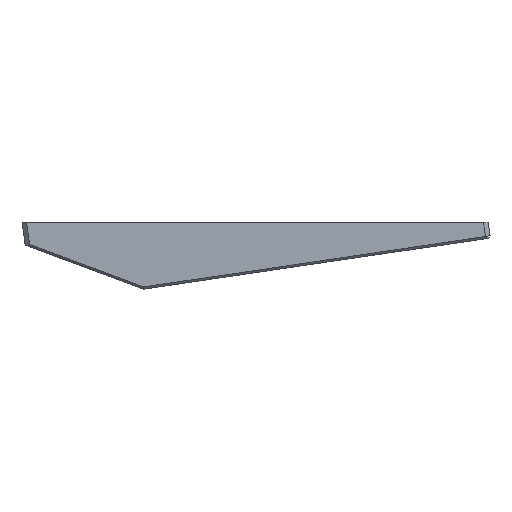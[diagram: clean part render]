
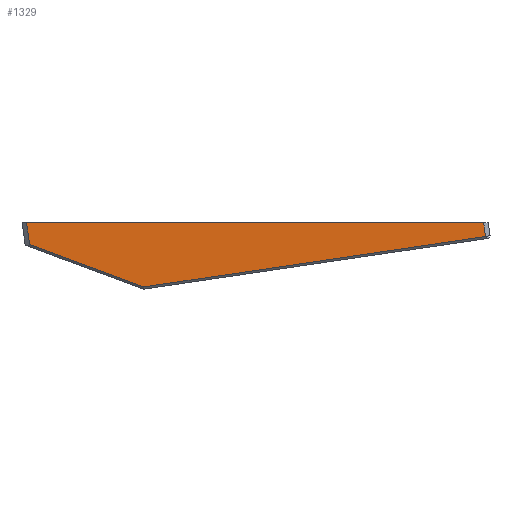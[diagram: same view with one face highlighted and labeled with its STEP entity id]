
A CAD part, left-side view. The second image highlights one B-rep face of the part: STEP entity #1329.
In plain terms, the highlighted planar face has unit normal (-1, 0, 0).
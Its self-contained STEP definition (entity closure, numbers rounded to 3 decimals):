
#37=PLANE('',#1413);
#103=FACE_OUTER_BOUND('',#179,.T.);
#179=EDGE_LOOP('',(#1074,#1075,#1076,#1077,#1078));
#353=LINE('',#3293,#439);
#369=LINE('',#3325,#455);
#374=LINE('',#3335,#460);
#378=LINE('',#3343,#464);
#390=LINE('',#3365,#476);
#439=VECTOR('',#1579,10.);
#455=VECTOR('',#1603,10.);
#460=VECTOR('',#1612,10.);
#464=VECTOR('',#1620,10.);
#476=VECTOR('',#1642,10.);
#587=VERTEX_POINT('',#3291);
#588=VERTEX_POINT('',#3292);
#600=VERTEX_POINT('',#3323);
#601=VERTEX_POINT('',#3327);
#605=VERTEX_POINT('',#3341);
#757=EDGE_CURVE('',#587,#588,#353,.T.);
#773=EDGE_CURVE('',#600,#587,#369,.T.);
#778=EDGE_CURVE('',#601,#600,#374,.T.);
#782=EDGE_CURVE('',#605,#601,#378,.T.);
#794=EDGE_CURVE('',#588,#605,#390,.T.);
#1074=ORIENTED_EDGE('',*,*,#782,.F.);
#1075=ORIENTED_EDGE('',*,*,#794,.F.);
#1076=ORIENTED_EDGE('',*,*,#757,.F.);
#1077=ORIENTED_EDGE('',*,*,#773,.F.);
#1078=ORIENTED_EDGE('',*,*,#778,.F.);
#1329=ADVANCED_FACE('',(#103),#37,.F.);
#1413=AXIS2_PLACEMENT_3D('',#3686,#1649,#1650);
#1579=DIRECTION('',(0.,0.146,0.989));
#1603=DIRECTION('',(0.,0.937,0.349));
#1612=DIRECTION('',(0.,0.989,-0.146));
#1620=DIRECTION('',(0.,-0.139,-0.99));
#1642=DIRECTION('',(0.,-1.,0.));
#1649=DIRECTION('center_axis',(1.,0.,0.));
#1650=DIRECTION('ref_axis',(0.,0.,-1.));
#3291=CARTESIAN_POINT('',(33.094,98.13,-16.034));
#3292=CARTESIAN_POINT('',(33.094,98.844,-11.2));
#3293=CARTESIAN_POINT('',(33.094,97.817,-18.157));
#3323=CARTESIAN_POINT('',(33.094,72.501,-25.583));
#3325=CARTESIAN_POINT('',(33.094,82.447,-21.877));
#3327=CARTESIAN_POINT('',(33.094,-4.163,-14.266));
#3335=CARTESIAN_POINT('',(33.094,20.592,-17.92));
#3341=CARTESIAN_POINT('',(33.094,-3.732,-11.2));
#3343=CARTESIAN_POINT('',(33.094,-3.848,-12.03));
#3365=CARTESIAN_POINT('',(33.094,112.536,-11.2));
#3686=CARTESIAN_POINT('Origin',(33.094,46.897,-17.898));
